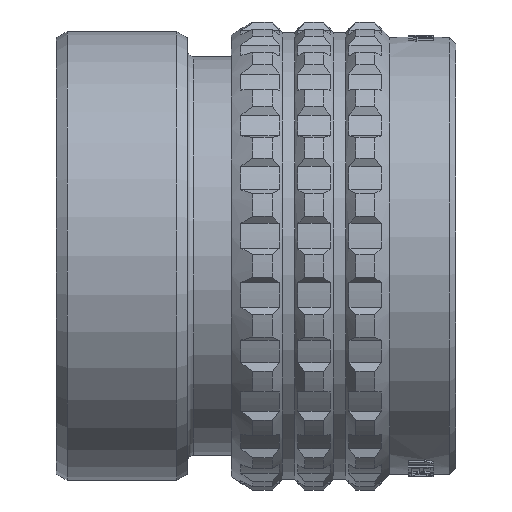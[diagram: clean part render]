
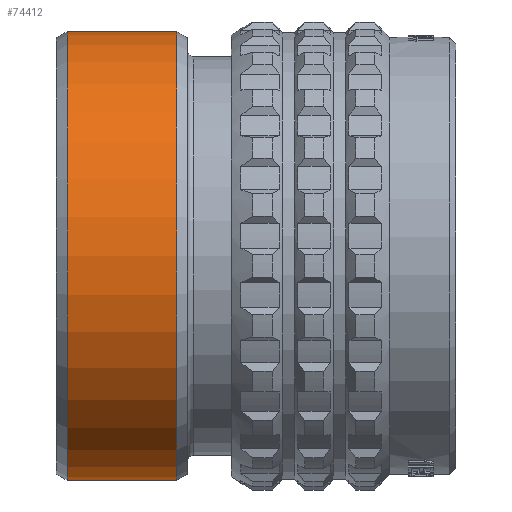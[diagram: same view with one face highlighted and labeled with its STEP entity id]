
A CAD part, top view. The second image highlights one B-rep face of the part: STEP entity #74412.
In plain terms, the highlighted cylindrical face has radius 17.975 mm (diameter 35.95 mm), a partial arc.
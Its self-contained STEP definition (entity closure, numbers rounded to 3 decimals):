
#6912=DIRECTION('',(1.,0.,0.));
#6913=VECTOR('',#6912,8.768);
#6914=CARTESIAN_POINT('',(-9.634,17.975,0.));
#6915=LINE('4528',#6914,#6913);
#6916=DIRECTION('',(1.,0.,0.));
#6917=VECTOR('',#6916,8.768);
#6918=CARTESIAN_POINT('',(-9.634,-17.975,0.));
#6919=LINE('4537',#6918,#6917);
#6920=CARTESIAN_POINT('',(-9.634,0.,0.));
#6921=DIRECTION('',(1.,0.,0.));
#6922=DIRECTION('',(0.,1.,0.));
#6923=AXIS2_PLACEMENT_3D('',#6920,#6921,#6922);
#6933=CARTESIAN_POINT('',(-0.866,0.,0.));
#6934=DIRECTION('',(1.,0.,0.));
#6935=DIRECTION('',(0.,1.,0.));
#6936=AXIS2_PLACEMENT_3D('',#6933,#6934,#6935);
#53952=CARTESIAN_POINT('',(-9.634,17.975,0.));
#53954=VERTEX_POINT('',#53952);
#53955=CARTESIAN_POINT('',(-0.866,17.975,0.));
#53956=VERTEX_POINT('',#53955);
#53964=CARTESIAN_POINT('',(-9.634,-17.975,0.));
#53966=VERTEX_POINT('',#53964);
#53967=CARTESIAN_POINT('',(-0.866,-17.975,0.));
#53968=VERTEX_POINT('',#53967);
#74400=CARTESIAN_POINT('',(23.1,0.,0.));
#74401=DIRECTION('',(-1.,0.,0.));
#74402=DIRECTION('',(0.,-1.,0.));
#74403=AXIS2_PLACEMENT_3D('',#74400,#74401,#74402);
#74404=CYLINDRICAL_SURFACE('270',#74403,17.975);
#74405=ORIENTED_EDGE('4528',*,*,#74383,.T.);
#74407=ORIENTED_EDGE('4568',*,*,#74406,.T.);
#74408=ORIENTED_EDGE('4537',*,*,#74386,.F.);
#74409=ORIENTED_EDGE('4567',*,*,#74343,.F.);
#74410=EDGE_LOOP('270',(#74405,#74407,#74408,#74409));
#74411=FACE_OUTER_BOUND('270',#74410,.F.);
#6924=CIRCLE('4567',#6923,17.975);
#6937=CIRCLE('4568',#6936,17.975);
#74343=EDGE_CURVE('4567',#53954,#53966,#6924,.T.);
#74383=EDGE_CURVE('4528',#53954,#53956,#6915,.T.);
#74386=EDGE_CURVE('4537',#53966,#53968,#6919,.T.);
#74406=EDGE_CURVE('4568',#53956,#53968,#6937,.T.);
#74412=ADVANCED_FACE('270',(#74411),#74404,.T.);
